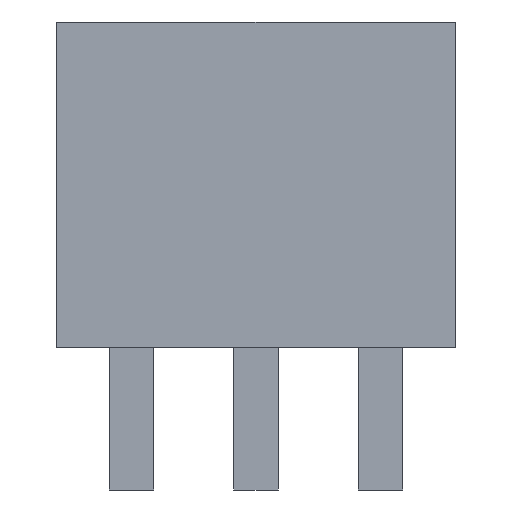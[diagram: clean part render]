
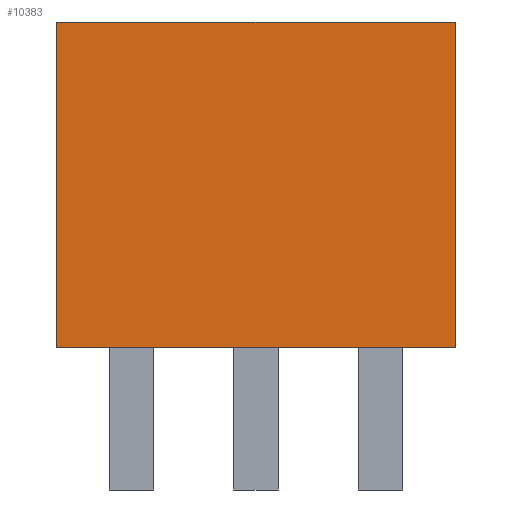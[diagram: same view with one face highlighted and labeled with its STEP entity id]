
A CAD part, front view. The second image highlights one B-rep face of the part: STEP entity #10383.
In plain terms, the highlighted planar face has unit normal (0, -1, 0).
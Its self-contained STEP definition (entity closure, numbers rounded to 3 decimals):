
#102 = VERTEX_POINT ( 'NONE', #10799 ) ;
#107 = EDGE_CURVE ( 'NONE', #102, #248, #9980, .T. ) ;
#248 = VERTEX_POINT ( 'NONE', #10844 ) ;
#519 = VECTOR ( 'NONE', #7430, 1000. ) ;
#1321 = CARTESIAN_POINT ( 'NONE',  ( -27.15, 0., 21.95 ) ) ;
#1626 = CARTESIAN_POINT ( 'NONE',  ( 26.65, 0., 43.9 ) ) ;
#1847 = DIRECTION ( 'NONE',  ( 0., 0., -1. ) ) ;
#1897 = DIRECTION ( 'NONE',  ( 1., 0., 0. ) ) ;
#2747 = LINE ( 'NONE', #8562, #11263 ) ;
#2900 = CARTESIAN_POINT ( 'NONE',  ( -27.15, 0., 43.9 ) ) ;
#2997 = CARTESIAN_POINT ( 'NONE',  ( 26.65, 0., 0. ) ) ;
#3446 = ORIENTED_EDGE ( 'NONE', *, *, #107, .F. ) ;
#3557 = LINE ( 'NONE', #3792, #519 ) ;
#3782 = EDGE_CURVE ( 'NONE', #7920, #8180, #5682, .T. ) ;
#3792 = CARTESIAN_POINT ( 'NONE',  ( -0.25, 0., 0. ) ) ;
#3871 = VECTOR ( 'NONE', #1847, 1000. ) ;
#3974 = PLANE ( 'NONE',  #7526 ) ;
#4807 = EDGE_LOOP ( 'NONE', ( #6799, #9588, #10862, #3446 ) ) ;
#5578 = DIRECTION ( 'NONE',  ( 1., 0., 0. ) ) ;
#5682 = LINE ( 'NONE', #10433, #3871 ) ;
#6799 = ORIENTED_EDGE ( 'NONE', *, *, #9770, .T. ) ;
#6906 = EDGE_CURVE ( 'NONE', #248, #7920, #2747, .T. ) ;
#7430 = DIRECTION ( 'NONE',  ( 1., 0., 0. ) ) ;
#7526 = AXIS2_PLACEMENT_3D ( 'NONE', #2900, #9809, #1897 ) ;
#7920 = VERTEX_POINT ( 'NONE', #1626 ) ;
#8180 = VERTEX_POINT ( 'NONE', #2997 ) ;
#8562 = CARTESIAN_POINT ( 'NONE',  ( -0.25, 0., 43.9 ) ) ;
#8602 = FACE_OUTER_BOUND ( 'NONE', #4807, .T. ) ;
#9588 = ORIENTED_EDGE ( 'NONE', *, *, #3782, .F. ) ;
#9770 = EDGE_CURVE ( 'NONE', #102, #8180, #3557, .T. ) ;
#9809 = DIRECTION ( 'NONE',  ( 0., 1., 0. ) ) ;
#9980 = LINE ( 'NONE', #1321, #11158 ) ;
#10383 = ADVANCED_FACE ( 'NONE', ( #8602 ), #3974, .F. ) ;
#10433 = CARTESIAN_POINT ( 'NONE',  ( 26.65, 0., 21.95 ) ) ;
#10724 = DIRECTION ( 'NONE',  ( 0., 0., 1. ) ) ;
#10799 = CARTESIAN_POINT ( 'NONE',  ( -27.15, 0., 0. ) ) ;
#10844 = CARTESIAN_POINT ( 'NONE',  ( -27.15, 0., 43.9 ) ) ;
#10862 = ORIENTED_EDGE ( 'NONE', *, *, #6906, .F. ) ;
#11158 = VECTOR ( 'NONE', #10724, 1000. ) ;
#11263 = VECTOR ( 'NONE', #5578, 1000. ) ;
